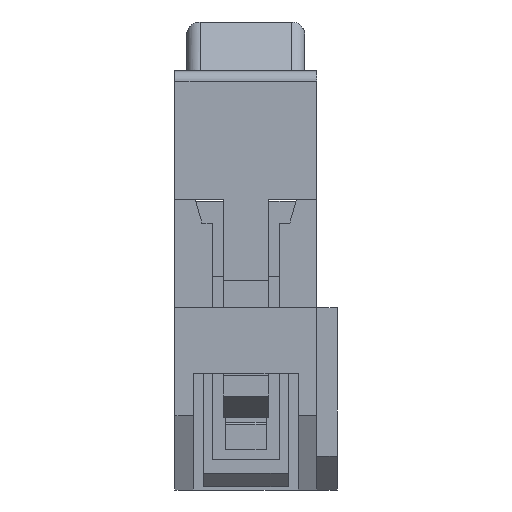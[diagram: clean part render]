
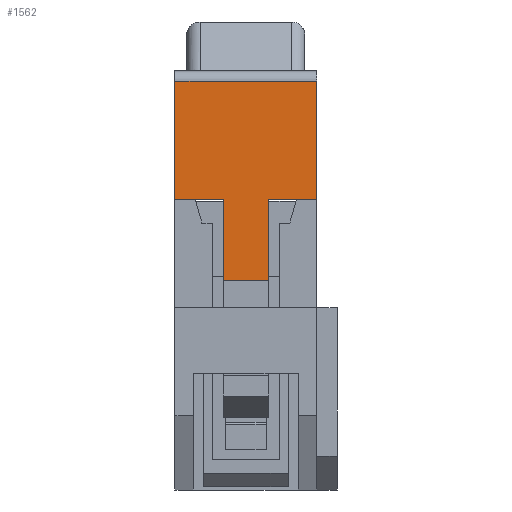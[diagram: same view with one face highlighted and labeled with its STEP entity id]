
A CAD part, left-side view. The second image highlights one B-rep face of the part: STEP entity #1562.
In plain terms, the highlighted planar face has unit normal (-1, 0, 0).
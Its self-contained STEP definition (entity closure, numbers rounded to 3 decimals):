
#1562 = ADVANCED_FACE( '', ( #3795 ), #3796, .T. );
#3795 = FACE_OUTER_BOUND( '', #6946, .T. );
#3796 = PLANE( '', #6947 );
#6946 = EDGE_LOOP( '', ( #10233, #10234, #10235, #10236, #10237, #10238, #10239, #10240 ) );
#6947 = AXIS2_PLACEMENT_3D( '', #10241, #10242, #10243 );
#10233 = ORIENTED_EDGE( '', *, *, #19809, .T. );
#10234 = ORIENTED_EDGE( '', *, *, #19810, .T. );
#10235 = ORIENTED_EDGE( '', *, *, #19811, .F. );
#10236 = ORIENTED_EDGE( '', *, *, #19812, .F. );
#10237 = ORIENTED_EDGE( '', *, *, #19813, .T. );
#10238 = ORIENTED_EDGE( '', *, *, #19814, .F. );
#10239 = ORIENTED_EDGE( '', *, *, #19815, .F. );
#10240 = ORIENTED_EDGE( '', *, *, #19816, .F. );
#10241 = CARTESIAN_POINT( '', ( -24.5, -2.1, -1.9 ) );
#10242 = DIRECTION( '', ( -1., 0., 0. ) );
#10243 = DIRECTION( '', ( 0., 0., 1. ) );
#19809 = EDGE_CURVE( '', #23739, #23740, #23741, .T. );
#19810 = EDGE_CURVE( '', #23740, #23742, #23743, .T. );
#19811 = EDGE_CURVE( '', #23744, #23742, #23745, .T. );
#19812 = EDGE_CURVE( '', #23746, #23744, #23747, .T. );
#19813 = EDGE_CURVE( '', #23746, #23748, #23749, .T. );
#19814 = EDGE_CURVE( '', #23750, #23748, #23751, .T. );
#19815 = EDGE_CURVE( '', #23752, #23750, #23753, .T. );
#19816 = EDGE_CURVE( '', #23739, #23752, #23754, .T. );
#23739 = VERTEX_POINT( '', #29458 );
#23740 = VERTEX_POINT( '', #29459 );
#23741 = LINE( '', #29460, #29461 );
#23742 = VERTEX_POINT( '', #29462 );
#23743 = LINE( '', #29463, #29464 );
#23744 = VERTEX_POINT( '', #29465 );
#23745 = LINE( '', #29466, #29467 );
#23746 = VERTEX_POINT( '', #29468 );
#23747 = LINE( '', #29469, #29470 );
#23748 = VERTEX_POINT( '', #29471 );
#23749 = LINE( '', #29472, #29473 );
#23750 = VERTEX_POINT( '', #29474 );
#23751 = LINE( '', #29475, #29476 );
#23752 = VERTEX_POINT( '', #29477 );
#23753 = LINE( '', #29478, #29479 );
#23754 = LINE( '', #29480, #29481 );
#29458 = CARTESIAN_POINT( '', ( -24.5, -2.1, -1.9 ) );
#29459 = CARTESIAN_POINT( '', ( -24.5, -2.1, 1.6 ) );
#29460 = CARTESIAN_POINT( '', ( -24.5, -2.1, -1.9 ) );
#29461 = VECTOR( '', #37393, 1000. );
#29462 = CARTESIAN_POINT( '', ( -24.5, 2.1, 1.6 ) );
#29463 = CARTESIAN_POINT( '', ( -24.5, -2.1, 1.6 ) );
#29464 = VECTOR( '', #37394, 1000. );
#29465 = CARTESIAN_POINT( '', ( -24.5, 2.1, -1.9 ) );
#29466 = CARTESIAN_POINT( '', ( -24.5, 2.1, -1.9 ) );
#29467 = VECTOR( '', #37395, 1000. );
#29468 = CARTESIAN_POINT( '', ( -24.5, 0.675, -1.9 ) );
#29469 = CARTESIAN_POINT( '', ( -24.5, -2.1, -1.9 ) );
#29470 = VECTOR( '', #37396, 1000. );
#29471 = CARTESIAN_POINT( '', ( -24.5, 0.675, -4.3 ) );
#29472 = CARTESIAN_POINT( '', ( -24.5, 0.675, -1.9 ) );
#29473 = VECTOR( '', #37397, 1000. );
#29474 = CARTESIAN_POINT( '', ( -24.5, -0.675, -4.3 ) );
#29475 = CARTESIAN_POINT( '', ( -24.5, -0.675, -4.3 ) );
#29476 = VECTOR( '', #37398, 1000. );
#29477 = CARTESIAN_POINT( '', ( -24.5, -0.675, -1.9 ) );
#29478 = CARTESIAN_POINT( '', ( -24.5, -0.675, -1.9 ) );
#29479 = VECTOR( '', #37399, 1000. );
#29480 = CARTESIAN_POINT( '', ( -24.5, -2.1, -1.9 ) );
#29481 = VECTOR( '', #37400, 1000. );
#37393 = DIRECTION( '', ( 0., 0., 1. ) );
#37394 = DIRECTION( '', ( 0., 1., 0. ) );
#37395 = DIRECTION( '', ( 0., 0., 1. ) );
#37396 = DIRECTION( '', ( 0., 1., 0. ) );
#37397 = DIRECTION( '', ( 0., 0., -1. ) );
#37398 = DIRECTION( '', ( 0., 1., 0. ) );
#37399 = DIRECTION( '', ( 0., 0., -1. ) );
#37400 = DIRECTION( '', ( 0., 1., 0. ) );
